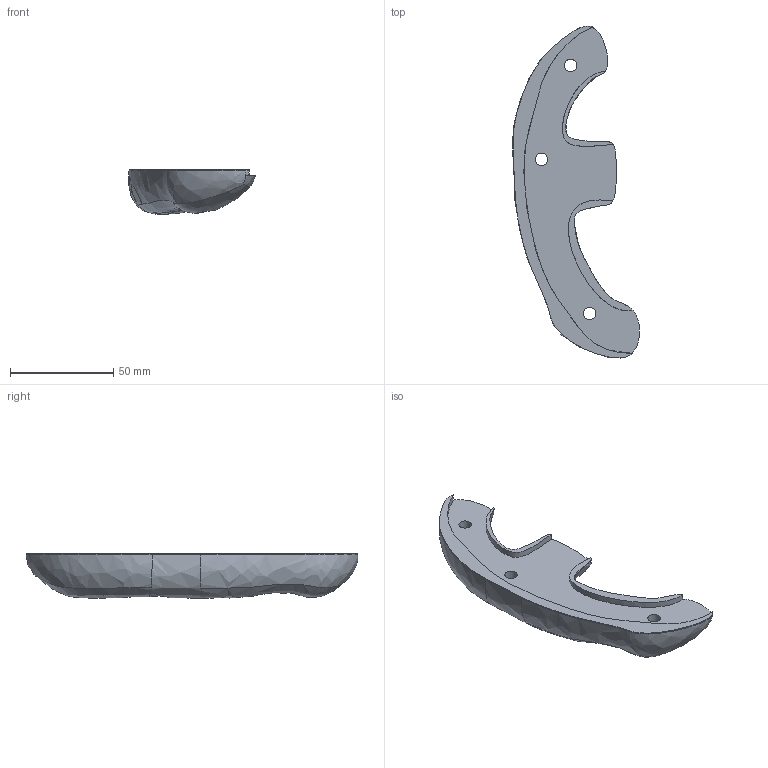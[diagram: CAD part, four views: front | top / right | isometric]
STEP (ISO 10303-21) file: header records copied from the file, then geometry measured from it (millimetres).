
FILE_DESCRIPTION(/* description */ (''),/* implementation_level */ '2;1');
FILE_NAME(/* name */ 'Grip Left Rear.step',/* time_stamp */ '2020-02-14T09:34:54-06:00',/* author */ (''),/* organization */ (''),/* preprocessor_version */ 'ST-DEVELOPER v18',/* originating_system */ 'Autodesk Translation Framework v8.12.0.6',/* authorisation */ '');
FILE_SCHEMA (('AUTOMOTIVE_DESIGN { 1 0 10303 214 3 1 1 }'));
Length unit declared in the file: millimetre
Products named in the file (1): Grip Left Rear (1)
Bounding box: 61.5 x 160.79 x 21.49 mm (x, y, z)
Volume: 67487.4 mm3; surface area: 17468.6 mm2
Topology: 1 solids, 1 shells, 52 faces, 144 edges, 97 vertices
Faces by surface type: plane 25, bspline 24, cylinder 3
Full cylindrical faces by diameter (mm): 6 x3
Entity records: 5796 total; most frequent: CARTESIAN_POINT 4660, ORIENTED_EDGE 288, EDGE_CURVE 144, DIRECTION 114, VERTEX_POINT 97, B_SPLINE_CURVE_WITH_KNOTS 94, EDGE_LOOP 61, FACE_OUTER_BOUND 52
